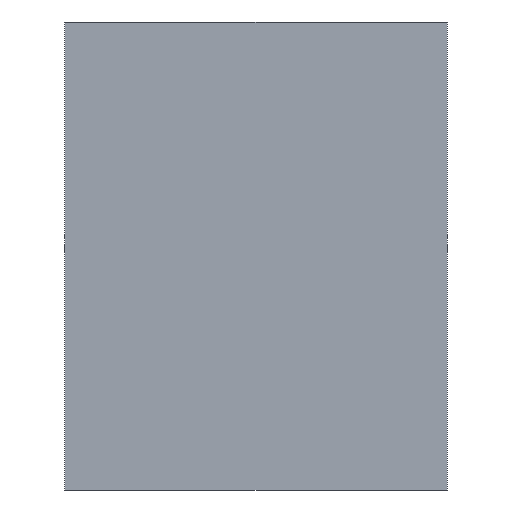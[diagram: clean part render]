
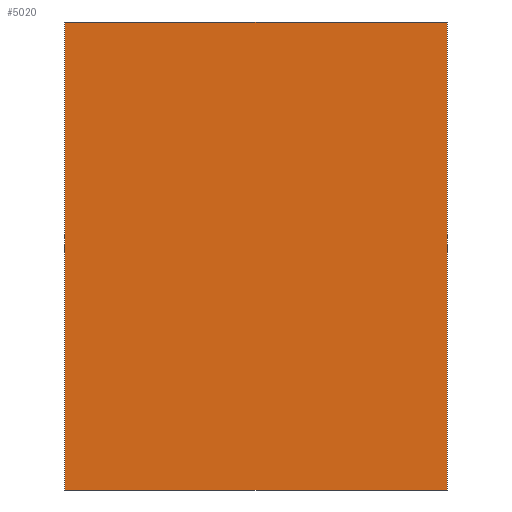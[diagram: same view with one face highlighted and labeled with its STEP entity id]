
A CAD part, front view. The second image highlights one B-rep face of the part: STEP entity #5020.
In plain terms, the highlighted planar face has unit normal (0, -1, 0).
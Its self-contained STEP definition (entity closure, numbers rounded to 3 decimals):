
#132 = CARTESIAN_POINT ( 'NONE',  ( -12.25, 0., -15. ) ) ;
#153 = ORIENTED_EDGE ( 'NONE', *, *, #8032, .F. ) ;
#204 = ORIENTED_EDGE ( 'NONE', *, *, #8601, .F. ) ;
#307 = FACE_OUTER_BOUND ( 'NONE', #7541, .T. ) ;
#334 = CARTESIAN_POINT ( 'NONE',  ( 12.25, 0., 15. ) ) ;
#705 = LINE ( 'NONE', #8705, #3113 ) ;
#915 = PLANE ( 'NONE',  #5659 ) ;
#1530 = DIRECTION ( 'NONE',  ( -1., 0., 0. ) ) ;
#1626 = VERTEX_POINT ( 'NONE', #7041 ) ;
#1705 = LINE ( 'NONE', #8255, #3975 ) ;
#2191 = DIRECTION ( 'NONE',  ( 0., -1., 0. ) ) ;
#3113 = VECTOR ( 'NONE', #4688, 1000. ) ;
#3301 = EDGE_CURVE ( 'NONE', #7536, #5432, #4851, .T. ) ;
#3512 = DIRECTION ( 'NONE',  ( 0., 0., -1. ) ) ;
#3975 = VECTOR ( 'NONE', #1530, 1000. ) ;
#4688 = DIRECTION ( 'NONE',  ( 0., 0., 1. ) ) ;
#4851 = LINE ( 'NONE', #7544, #5209 ) ;
#5020 = ADVANCED_FACE ( 'NONE', ( #307 ), #915, .T. ) ;
#5107 = VECTOR ( 'NONE', #8323, 1000. ) ;
#5209 = VECTOR ( 'NONE', #3512, 1000. ) ;
#5432 = VERTEX_POINT ( 'NONE', #7885 ) ;
#5659 = AXIS2_PLACEMENT_3D ( 'NONE', #5701, #2191, #6276 ) ;
#5701 = CARTESIAN_POINT ( 'NONE',  ( 0., 0., 0. ) ) ;
#5722 = CARTESIAN_POINT ( 'NONE',  ( -12.25, 0., 15. ) ) ;
#5947 = ORIENTED_EDGE ( 'NONE', *, *, #3301, .F. ) ;
#6276 = DIRECTION ( 'NONE',  ( 0., 0., -1. ) ) ;
#7041 = CARTESIAN_POINT ( 'NONE',  ( -12.25, 0., 15. ) ) ;
#7075 = VERTEX_POINT ( 'NONE', #132 ) ;
#7194 = ORIENTED_EDGE ( 'NONE', *, *, #8256, .F. ) ;
#7536 = VERTEX_POINT ( 'NONE', #334 ) ;
#7541 = EDGE_LOOP ( 'NONE', ( #5947, #153, #7194, #204 ) ) ;
#7544 = CARTESIAN_POINT ( 'NONE',  ( 12.25, 0., 15. ) ) ;
#7885 = CARTESIAN_POINT ( 'NONE',  ( 12.25, 0., -15. ) ) ;
#8032 = EDGE_CURVE ( 'NONE', #1626, #7536, #8373, .T. ) ;
#8255 = CARTESIAN_POINT ( 'NONE',  ( -12.25, 0., -15. ) ) ;
#8256 = EDGE_CURVE ( 'NONE', #7075, #1626, #705, .T. ) ;
#8323 = DIRECTION ( 'NONE',  ( 1., 0., 0. ) ) ;
#8373 = LINE ( 'NONE', #5722, #5107 ) ;
#8601 = EDGE_CURVE ( 'NONE', #5432, #7075, #1705, .T. ) ;
#8705 = CARTESIAN_POINT ( 'NONE',  ( -12.25, 0., 15. ) ) ;
